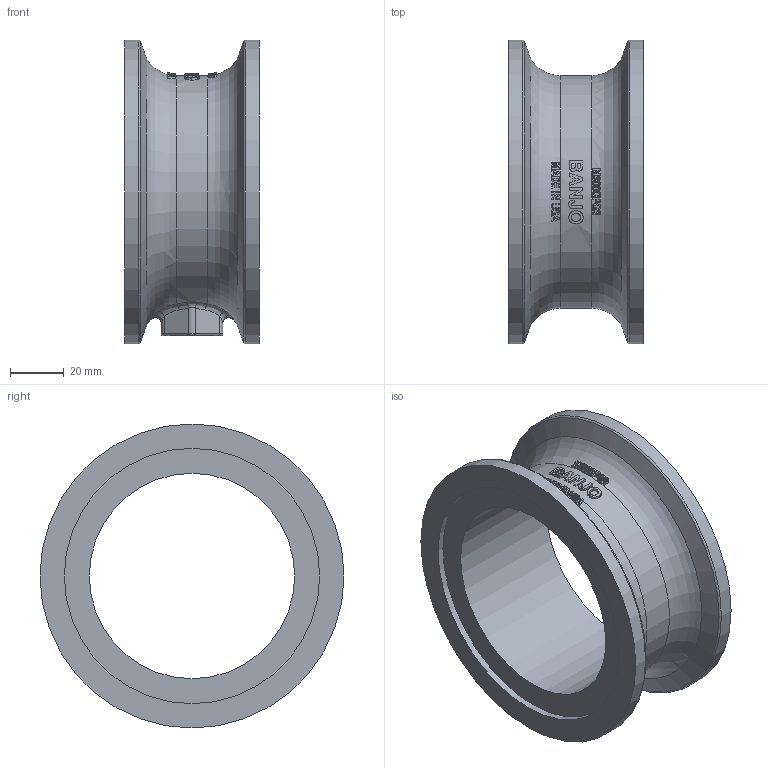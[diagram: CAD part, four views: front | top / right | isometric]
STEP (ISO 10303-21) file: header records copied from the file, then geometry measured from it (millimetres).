
FILE_DESCRIPTION(/* description */ ('3" MANIFOLD COUPLING, 2" LONG'),/* implementation_level */ '2;1');
FILE_NAME(/* name */ 'M300CPG2.stp',/* time_stamp */ '2022-11-14T10:29:03-05:00',/* author */ ('aaron'),/* organization */ (''),/* preprocessor_version */ 'ST-DEVELOPER v18.1',/* originating_system */ 'Autodesk Inventor 2022',/* authorisation */ '');
FILE_SCHEMA (('AUTOMOTIVE_DESIGN { 1 0 10303 214 3 1 1 }'));
Length unit declared in the file: inch
Products named in the file (1): M300CPG2
Bounding box: 50 x 112.78 x 112.78 mm (x, y, z)
Volume: 128924.7 mm3; surface area: 43887.1 mm2
Topology: 1 solids, 1 shells, 377 faces, 989 edges, 649 vertices
Faces by surface type: plane 163, bspline 148, torus 35, cylinder 27, cone 4
Full cylindrical faces by diameter (mm): 76.2 x1, 94.742 x2, 112.776 x2
Entity records: 14711 total; most frequent: CARTESIAN_POINT 6345, ORIENTED_EDGE 1978, DIRECTION 1286, EDGE_CURVE 989, VERTEX_POINT 649, AXIS2_PLACEMENT_3D 473, EDGE_LOOP 414, B_SPLINE_CURVE_WITH_KNOTS 406
